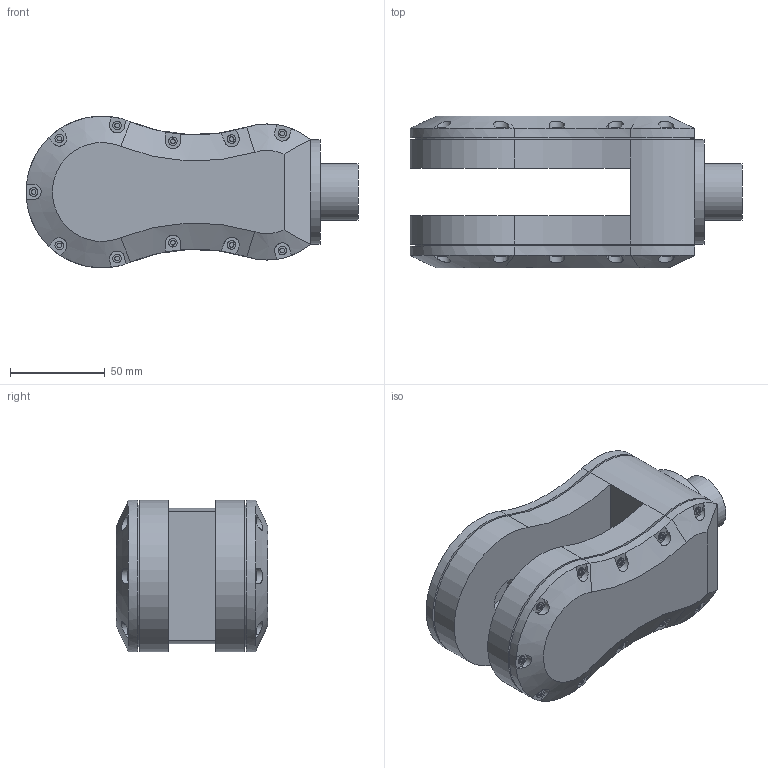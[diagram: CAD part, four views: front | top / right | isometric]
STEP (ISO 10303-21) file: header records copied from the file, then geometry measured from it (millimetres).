
FILE_DESCRIPTION(/* description */ (''),/* implementation_level */ '2;1');
FILE_NAME(/* name */ '5f02fc68ca10411899473add',/* time_stamp */ '2020-07-06T10:26:50+00:00',/* author */ (''),/* organization */ (''),/* preprocessor_version */ 'ST-DEVELOPER v16.7',/* originating_system */ $,/* authorisation */ $);
FILE_SCHEMA (('AUTOMOTIVE_DESIGN {1 0 10303 214 3 1 1}'));
Length unit declared in the file: metre
Products named in the file (1): Jaw 4
Bounding box: 174.98 x 80 x 79.91 mm (x, y, z)
Volume: 582719.5 mm3; surface area: 67213.6 mm2
Topology: 1 solids, 1 shells, 241 faces, 499 edges, 311 vertices
Faces by surface type: plane 133, cylinder 98, cone 10
Full cylindrical faces by diameter (mm): 2.5 x22, 4.5 x22, 20 x2, 30 x1, 55 x1
Entity records: 6350 total; most frequent: CARTESIAN_POINT 1192, DIRECTION 1184, ORIENTED_EDGE 902, AXIS2_PLACEMENT_3D 517, EDGE_CURVE 451, EDGE_LOOP 340, FACE_BOUND 340, VERTEX_POINT 311
